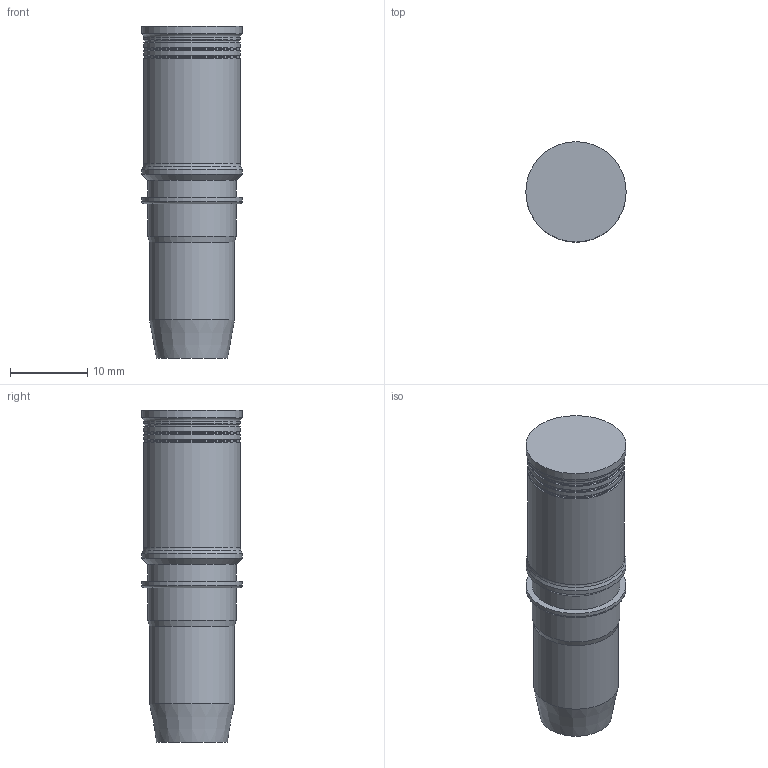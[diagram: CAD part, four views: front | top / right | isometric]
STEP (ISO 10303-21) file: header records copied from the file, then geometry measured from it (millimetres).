
FILE_DESCRIPTION(/* description */ (''),/* implementation_level */ '2;1');
FILE_NAME(/* name */ 'C3D_N_02_080_0006_1.stp',/* time_stamp */ '2016-03-01T14:46:31+01:00',/* author */ (''),/* organization */ (''),/* preprocessor_version */ 'ST-DEVELOPER v15',/* originating_system */ 'SIEMENS PLM Software NX 9.0',/* authorisation */ '');
FILE_SCHEMA (('CONFIG_CONTROL_DESIGN'));
Length unit declared in the file: millimetre
Products named in the file (1): n 02 080 0006 1nxm001-03
Bounding box: 13 x 13 x 43 mm (x, y, z)
Volume: 3880.9 mm3; surface area: 2237.6 mm2
Topology: 1 solids, 1 shells, 35 faces, 67 edges, 36 vertices
Faces by surface type: cylinder 14, cone 14, plane 4, torus 3
Full cylindrical faces by diameter (mm): 8.5 x1, 11 x1, 11.4 x2, 12.3 x3, 12.5 x4, 13 x3
Entity records: 778 total; most frequent: DIRECTION 140, CARTESIAN_POINT 104, AXIS2_PLACEMENT_3D 70, EDGE_LOOP 68, ORIENTED_EDGE 68, FACE_BOUND 66, ADVANCED_FACE 35, VERTEX_POINT 34
